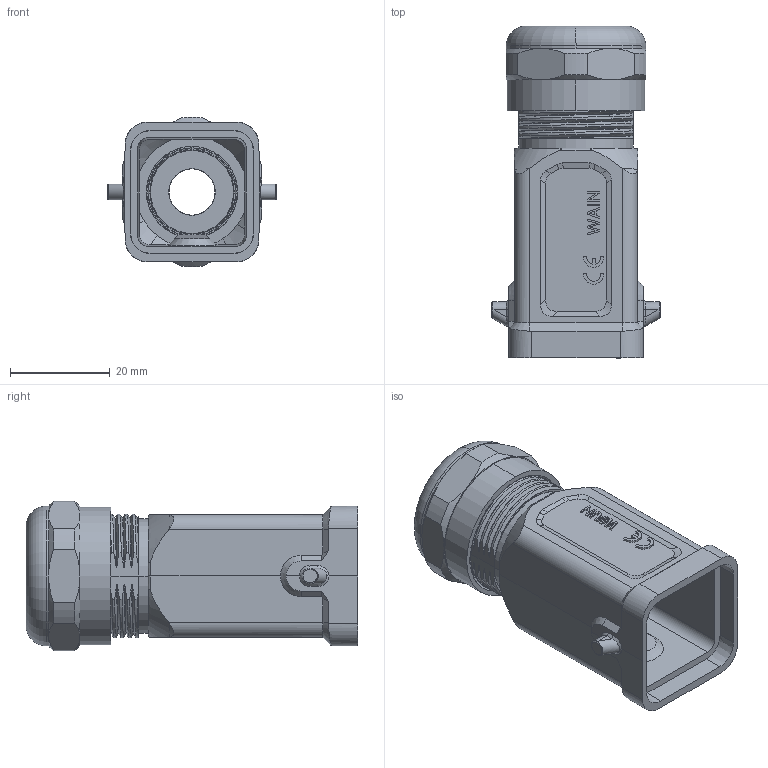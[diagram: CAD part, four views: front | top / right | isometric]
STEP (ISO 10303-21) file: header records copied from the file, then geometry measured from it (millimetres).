
FILE_DESCRIPTION((''),'2;1');
FILE_NAME('3D_1100034101103_H3A-TE-2B-OM25','2024-01-12T',('lj.zou'),(''),'PRO/ENGINEER BY PARAMETRIC TECHNOLOGY CORPORATION, 2012480','PRO/ENGINEER BY PARAMETRIC TECHNOLOGY CORPORATION, 2012480','');
FILE_SCHEMA(('CONFIG_CONTROL_DESIGN'));
Length unit declared in the file: millimetre
Products named in the file (1): 3D_1100034101103_H3A-TE-2B-OM25
Bounding box: 33.7 x 66.5 x 30 mm (x, y, z)
Volume: 16008.9 mm3; surface area: 16627.6 mm2
Topology: 1 solids, 1 shells, 441 faces, 1228 edges, 808 vertices
Faces by surface type: plane 220, bspline 71, cylinder 68, cone 51, torus 14, extrusion 13, revolution 4
Entity records: 21381 total; most frequent: CARTESIAN_POINT 10829, ORIENTED_EDGE 2456, DIRECTION 1742, EDGE_CURVE 1228, VERTEX_POINT 808, VECTOR 656, LINE 643, AXIS2_PLACEMENT_3D 541
